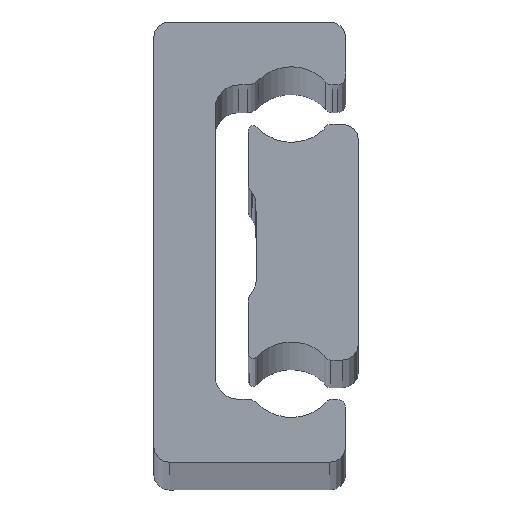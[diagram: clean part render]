
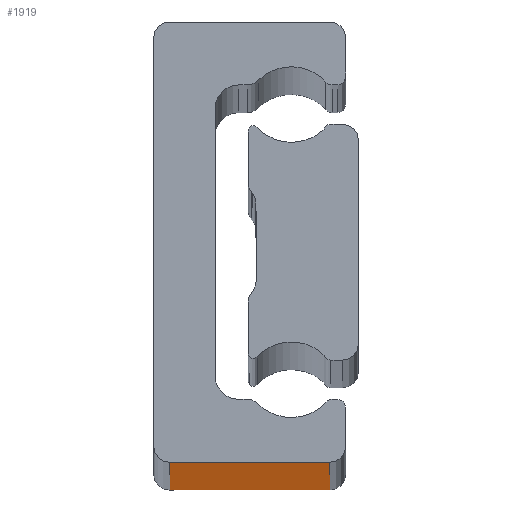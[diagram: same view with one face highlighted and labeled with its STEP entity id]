
A CAD part, top view. The second image highlights one B-rep face of the part: STEP entity #1919.
In plain terms, the highlighted planar face has unit normal (0, -1, 0).
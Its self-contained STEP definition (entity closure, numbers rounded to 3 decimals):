
#293 = CARTESIAN_POINT ( 'NONE',  ( 11.2, -14., -1010. ) ) ;
#365 = ORIENTED_EDGE ( 'NONE', *, *, #4659, .T. ) ;
#408 = DIRECTION ( 'NONE',  ( 0., 0., 1. ) ) ;
#773 = DIRECTION ( 'NONE',  ( 0., -1., 0. ) ) ;
#845 = LINE ( 'NONE', #4176, #1994 ) ;
#1072 = VECTOR ( 'NONE', #1863, 1000. ) ;
#1245 = DIRECTION ( 'NONE',  ( 1., 0., 0. ) ) ;
#1393 = CARTESIAN_POINT ( 'NONE',  ( 1., -14., -1010. ) ) ;
#1409 = EDGE_LOOP ( 'NONE', ( #2056, #2209, #5029, #365 ) ) ;
#1447 = EDGE_CURVE ( 'NONE', #2041, #4251, #2510, .T. ) ;
#1818 = EDGE_CURVE ( 'NONE', #2041, #2121, #845, .T. ) ;
#1863 = DIRECTION ( 'NONE',  ( 1., 0., 0. ) ) ;
#1919 = ADVANCED_FACE ( 'NONE', ( #3236 ), #4961, .T. ) ;
#1947 = CARTESIAN_POINT ( 'NONE',  ( 1., -14., 0. ) ) ;
#1994 = VECTOR ( 'NONE', #408, 1000. ) ;
#2041 = VERTEX_POINT ( 'NONE', #1393 ) ;
#2056 = ORIENTED_EDGE ( 'NONE', *, *, #3417, .F. ) ;
#2105 = CARTESIAN_POINT ( 'NONE',  ( 11.2, -14., 0. ) ) ;
#2121 = VERTEX_POINT ( 'NONE', #2771 ) ;
#2209 = ORIENTED_EDGE ( 'NONE', *, *, #1818, .F. ) ;
#2234 = VECTOR ( 'NONE', #1245, 1000. ) ;
#2388 = LINE ( 'NONE', #293, #4111 ) ;
#2510 = LINE ( 'NONE', #4139, #2234 ) ;
#2771 = CARTESIAN_POINT ( 'NONE',  ( 1., -14., 0. ) ) ;
#3093 = VERTEX_POINT ( 'NONE', #2105 ) ;
#3236 = FACE_OUTER_BOUND ( 'NONE', #1409, .T. ) ;
#3252 = DIRECTION ( 'NONE',  ( 0., 0., 1. ) ) ;
#3265 = DIRECTION ( 'NONE',  ( 1., 0., 0. ) ) ;
#3417 = EDGE_CURVE ( 'NONE', #2121, #3093, #4405, .T. ) ;
#3975 = CARTESIAN_POINT ( 'NONE',  ( 11.2, -14., -1010. ) ) ;
#4111 = VECTOR ( 'NONE', #3252, 1000. ) ;
#4139 = CARTESIAN_POINT ( 'NONE',  ( 1., -14., -1010. ) ) ;
#4176 = CARTESIAN_POINT ( 'NONE',  ( 1., -14., -1010. ) ) ;
#4251 = VERTEX_POINT ( 'NONE', #3975 ) ;
#4405 = LINE ( 'NONE', #1947, #1072 ) ;
#4513 = CARTESIAN_POINT ( 'NONE',  ( 1., -14., -1010. ) ) ;
#4525 = AXIS2_PLACEMENT_3D ( 'NONE', #4513, #773, #3265 ) ;
#4659 = EDGE_CURVE ( 'NONE', #4251, #3093, #2388, .T. ) ;
#4961 = PLANE ( 'NONE',  #4525 ) ;
#5029 = ORIENTED_EDGE ( 'NONE', *, *, #1447, .T. ) ;
